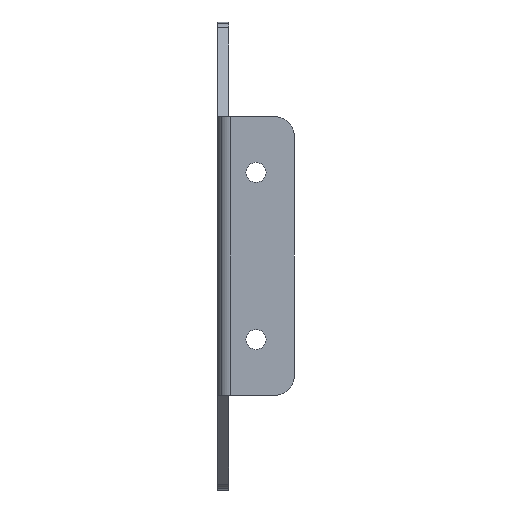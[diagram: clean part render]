
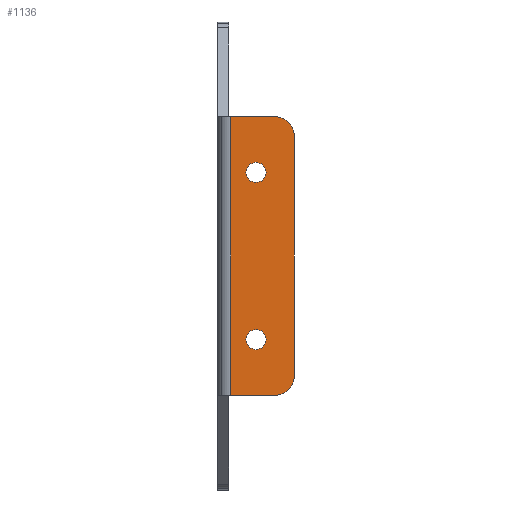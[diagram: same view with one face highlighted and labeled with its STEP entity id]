
A CAD part, front view. The second image highlights one B-rep face of the part: STEP entity #1136.
In plain terms, the highlighted planar face has unit normal (0, -1, 0).
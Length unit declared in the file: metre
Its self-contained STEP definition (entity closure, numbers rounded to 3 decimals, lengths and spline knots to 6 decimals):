
#3 = VERTEX_POINT ( 'NONE', #458 ) ;
#25 = AXIS2_PLACEMENT_3D ( 'NONE', #589, #1690, #193 ) ;
#28 = DIRECTION ( 'NONE',  ( 1., 0., 0. ) ) ;
#38 = CARTESIAN_POINT ( 'NONE',  ( 0.0015, 0., -0.0125 ) ) ;
#45 = ORIENTED_EDGE ( 'NONE', *, *, #1392, .F. ) ;
#54 = VERTEX_POINT ( 'NONE', #1677 ) ;
#61 = EDGE_CURVE ( 'NONE', #609, #854, #1061, .T. ) ;
#68 = EDGE_CURVE ( 'NONE', #159, #815, #847, .T. ) ;
#85 = ORIENTED_EDGE ( 'NONE', *, *, #1087, .F. ) ;
#86 = CARTESIAN_POINT ( 'NONE',  ( -0.0015, 0., -0.0125 ) ) ;
#89 = CARTESIAN_POINT ( 'NONE',  ( 0.002758, 0., 0.017865 ) ) ;
#103 = VECTOR ( 'NONE', #28, 1. ) ;
#142 = CARTESIAN_POINT ( 'NONE',  ( 0.004879, 0., -0.019987 ) ) ;
#156 = AXIS2_PLACEMENT_3D ( 'NONE', #89, #359, #615 ) ;
#159 = VERTEX_POINT ( 'NONE', #1579 ) ;
#186 = ORIENTED_EDGE ( 'NONE', *, *, #61, .F. ) ;
#189 = CARTESIAN_POINT ( 'NONE',  ( -0.003758, 0., -0.010433 ) ) ;
#193 = DIRECTION ( 'NONE',  ( 0.707, 0., -0.707 ) ) ;
#209 = CARTESIAN_POINT ( 'NONE',  ( 0., 0., 0.0125 ) ) ;
#230 = DIRECTION ( 'NONE',  ( 0.707, 0., 0.707 ) ) ;
#258 = CARTESIAN_POINT ( 'NONE',  ( 0.004879, 0., 0.019987 ) ) ;
#260 = EDGE_LOOP ( 'NONE', ( #1490, #45, #501, #1384, #695, #85, #1429, #1121 ) ) ;
#297 = VECTOR ( 'NONE', #1196, 1. ) ;
#314 = EDGE_CURVE ( 'NONE', #854, #609, #1382, .T. ) ;
#352 = DIRECTION ( 'NONE',  ( 0., -1., 0. ) ) ;
#359 = DIRECTION ( 'NONE',  ( 0., 1., 0. ) ) ;
#361 = ORIENTED_EDGE ( 'NONE', *, *, #1013, .F. ) ;
#369 = DIRECTION ( 'NONE',  ( 0., -1., 0. ) ) ;
#372 = ORIENTED_EDGE ( 'NONE', *, *, #314, .F. ) ;
#409 = AXIS2_PLACEMENT_3D ( 'NONE', #1091, #1618, #944 ) ;
#413 = CIRCLE ( 'NONE', #1754, 0.003 ) ;
#424 = PLANE ( 'NONE',  #1395 ) ;
#431 = CIRCLE ( 'NONE', #1434, 0.0015 ) ;
#433 = VERTEX_POINT ( 'NONE', #832 ) ;
#436 = CARTESIAN_POINT ( 'NONE',  ( 0.002758, 0., -0.020865 ) ) ;
#458 = CARTESIAN_POINT ( 'NONE',  ( 0.0015, 0., 0.0125 ) ) ;
#475 = EDGE_CURVE ( 'NONE', #1770, #628, #1156, .T. ) ;
#479 = CARTESIAN_POINT ( 'NONE',  ( 0.002758, 0., -0.017865 ) ) ;
#483 = VECTOR ( 'NONE', #1534, 1. ) ;
#501 = ORIENTED_EDGE ( 'NONE', *, *, #1057, .F. ) ;
#510 = DIRECTION ( 'NONE',  ( 0., 1., 0. ) ) ;
#570 = FACE_OUTER_BOUND ( 'NONE', #260, .T. ) ;
#589 = CARTESIAN_POINT ( 'NONE',  ( 0.002758, 0., -0.017865 ) ) ;
#607 = EDGE_CURVE ( 'NONE', #54, #741, #413, .T. ) ;
#609 = VERTEX_POINT ( 'NONE', #86 ) ;
#615 = DIRECTION ( 'NONE',  ( 0.707, 0., 0.707 ) ) ;
#628 = VERTEX_POINT ( 'NONE', #755 ) ;
#646 = ORIENTED_EDGE ( 'NONE', *, *, #1252, .F. ) ;
#695 = ORIENTED_EDGE ( 'NONE', *, *, #837, .F. ) ;
#736 = DIRECTION ( 'NONE',  ( 0., 0., 1. ) ) ;
#741 = VERTEX_POINT ( 'NONE', #258 ) ;
#755 = CARTESIAN_POINT ( 'NONE',  ( -0.003758, 0., 0.020865 ) ) ;
#778 = CARTESIAN_POINT ( 'NONE',  ( 0.005758, 0., -0.020865 ) ) ;
#794 = AXIS2_PLACEMENT_3D ( 'NONE', #1426, #852, #1407 ) ;
#815 = VERTEX_POINT ( 'NONE', #142 ) ;
#832 = CARTESIAN_POINT ( 'NONE',  ( 0.005758, 0., 0.017865 ) ) ;
#837 = EDGE_CURVE ( 'NONE', #433, #159, #1390, .T. ) ;
#842 = AXIS2_PLACEMENT_3D ( 'NONE', #479, #1594, #1036 ) ;
#847 = CIRCLE ( 'NONE', #25, 0.003 ) ;
#852 = DIRECTION ( 'NONE',  ( 0., -1., 0. ) ) ;
#854 = VERTEX_POINT ( 'NONE', #38 ) ;
#895 = CARTESIAN_POINT ( 'NONE',  ( -0.0015, 0., 0.0125 ) ) ;
#901 = EDGE_CURVE ( 'NONE', #628, #54, #958, .T. ) ;
#922 = DIRECTION ( 'NONE',  ( 1., 0., 0. ) ) ;
#944 = DIRECTION ( 'NONE',  ( -1., 0., 0. ) ) ;
#958 = LINE ( 'NONE', #1545, #103 ) ;
#978 = VECTOR ( 'NONE', #736, 1. ) ;
#1013 = EDGE_CURVE ( 'NONE', #1291, #3, #431, .T. ) ;
#1036 = DIRECTION ( 'NONE',  ( 0.707, 0., -0.707 ) ) ;
#1053 = LINE ( 'NONE', #778, #297 ) ;
#1057 = EDGE_CURVE ( 'NONE', #815, #1562, #1620, .T. ) ;
#1061 = CIRCLE ( 'NONE', #794, 0.0015 ) ;
#1087 = EDGE_CURVE ( 'NONE', #741, #433, #1766, .T. ) ;
#1091 = CARTESIAN_POINT ( 'NONE',  ( 0., 0., -0.0125 ) ) ;
#1120 = DIRECTION ( 'NONE',  ( 1., 0., 0. ) ) ;
#1121 = ORIENTED_EDGE ( 'NONE', *, *, #901, .F. ) ;
#1128 = CARTESIAN_POINT ( 'NONE',  ( 0., 0., 0. ) ) ;
#1136 = ADVANCED_FACE ( 'NONE', ( #570, #1270, #1245 ), #424, .F. ) ;
#1156 = LINE ( 'NONE', #189, #978 ) ;
#1170 = AXIS2_PLACEMENT_3D ( 'NONE', #1601, #369, #922 ) ;
#1196 = DIRECTION ( 'NONE',  ( -1., 0., 0. ) ) ;
#1231 = EDGE_LOOP ( 'NONE', ( #186, #372 ) ) ;
#1245 = FACE_BOUND ( 'NONE', #1231, .T. ) ;
#1252 = EDGE_CURVE ( 'NONE', #3, #1291, #1713, .T. ) ;
#1270 = FACE_BOUND ( 'NONE', #1551, .T. ) ;
#1291 = VERTEX_POINT ( 'NONE', #895 ) ;
#1382 = CIRCLE ( 'NONE', #409, 0.0015 ) ;
#1384 = ORIENTED_EDGE ( 'NONE', *, *, #68, .F. ) ;
#1390 = LINE ( 'NONE', #1412, #483 ) ;
#1392 = EDGE_CURVE ( 'NONE', #1562, #1770, #1053, .T. ) ;
#1395 = AXIS2_PLACEMENT_3D ( 'NONE', #1128, #1643, #1120 ) ;
#1407 = DIRECTION ( 'NONE',  ( -1., 0., 0. ) ) ;
#1412 = CARTESIAN_POINT ( 'NONE',  ( 0.005758, 0., 0.020865 ) ) ;
#1426 = CARTESIAN_POINT ( 'NONE',  ( 0., 0., -0.0125 ) ) ;
#1429 = ORIENTED_EDGE ( 'NONE', *, *, #607, .F. ) ;
#1434 = AXIS2_PLACEMENT_3D ( 'NONE', #209, #352, #1553 ) ;
#1490 = ORIENTED_EDGE ( 'NONE', *, *, #475, .F. ) ;
#1534 = DIRECTION ( 'NONE',  ( 0., 0., -1. ) ) ;
#1545 = CARTESIAN_POINT ( 'NONE',  ( -0.005758, 0., 0.020865 ) ) ;
#1551 = EDGE_LOOP ( 'NONE', ( #646, #361 ) ) ;
#1553 = DIRECTION ( 'NONE',  ( 1., 0., 0. ) ) ;
#1562 = VERTEX_POINT ( 'NONE', #436 ) ;
#1579 = CARTESIAN_POINT ( 'NONE',  ( 0.005758, 0., -0.017865 ) ) ;
#1594 = DIRECTION ( 'NONE',  ( 0., 1., 0. ) ) ;
#1601 = CARTESIAN_POINT ( 'NONE',  ( 0., 0., 0.0125 ) ) ;
#1604 = CARTESIAN_POINT ( 'NONE',  ( 0.002758, 0., 0.017865 ) ) ;
#1605 = CARTESIAN_POINT ( 'NONE',  ( -0.003758, 0., -0.020865 ) ) ;
#1618 = DIRECTION ( 'NONE',  ( 0., -1., 0. ) ) ;
#1620 = CIRCLE ( 'NONE', #842, 0.003 ) ;
#1643 = DIRECTION ( 'NONE',  ( 0., 1., 0. ) ) ;
#1677 = CARTESIAN_POINT ( 'NONE',  ( 0.002758, 0., 0.020865 ) ) ;
#1690 = DIRECTION ( 'NONE',  ( 0., 1., 0. ) ) ;
#1713 = CIRCLE ( 'NONE', #1170, 0.0015 ) ;
#1754 = AXIS2_PLACEMENT_3D ( 'NONE', #1604, #510, #230 ) ;
#1766 = CIRCLE ( 'NONE', #156, 0.003 ) ;
#1770 = VERTEX_POINT ( 'NONE', #1605 ) ;
